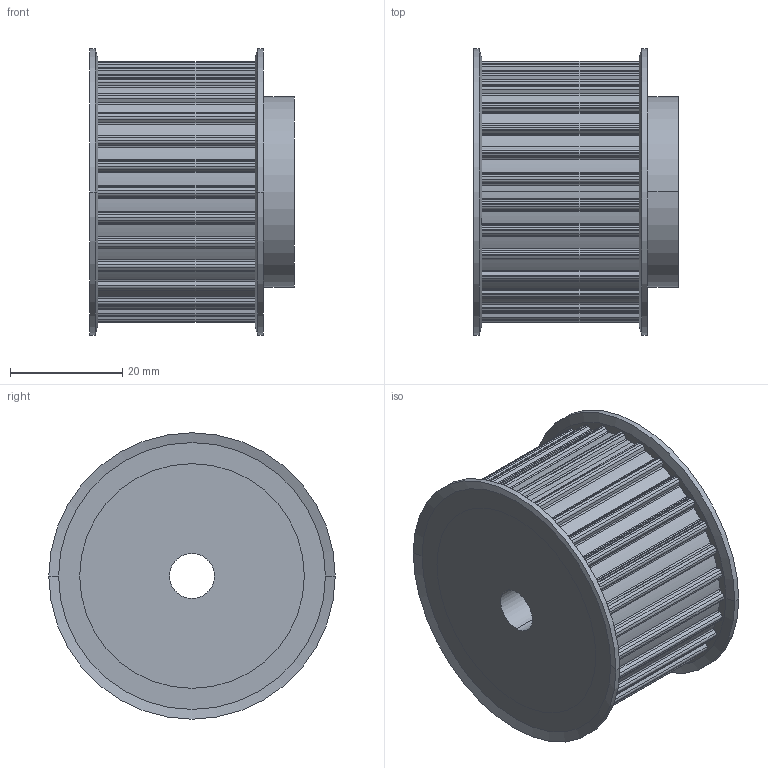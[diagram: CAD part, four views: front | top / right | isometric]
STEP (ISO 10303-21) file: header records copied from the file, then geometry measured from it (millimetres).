
FILE_DESCRIPTION(('HOOPS Exchange Step'),'2;1');
FILE_NAME('export-3974B067-F391-48E0-9438-55DEB37D044F.stp','2023-12-13T18:15:17+01:00',('Engineering'),('Alibre'),'HOOPS Exchange 2021.0','Alibre','Unknown authorisation');
FILE_SCHEMA( ('AP242_MANAGED_MODEL_BASED_3D_ENGINEERING_MIM_LF {1 0 10303 442 1 1 4 }') );
Length unit declared in the file: millimetre
Products named in the file (3): 6420-2 AT5 Pulley 36-AT5 Z=30 for 25mm wide belts FLANGE; 6420-1 AT5 Pulley 36-AT5 Z=30 for 25mm wide belts BODY; 6420 AT5 Pulley 36-AT5 Z=30 for 25mm wide belts
Assembly tree (3 placements, depth 2):
  6420 AT5 Pulley 36-AT5 Z=30 for 25mm wide belts
    6420-2 AT5 Pulley 36-AT5 Z=30 for 25mm wide belts FLANGE  x2
    6420-1 AT5 Pulley 36-AT5 Z=30 for 25mm wide belts BODY
Bounding box: 36.47 x 51 x 51 mm (x, y, z)
Volume: 52438.2 mm3; surface area: 13642.9 mm2
Topology: 3 solids, 3 shells, 323 faces, 934 edges, 620 vertices
Faces by surface type: cylinder 246, plane 69, cone 8
Entity records: 10747 total; most frequent: DIRECTION 2046, CARTESIAN_POINT 1844, ORIENTED_EDGE 1828, EDGE_CURVE 914, AXIS2_PLACEMENT_3D 810, VERTEX_POINT 608, CIRCLE 488, VECTOR 426
